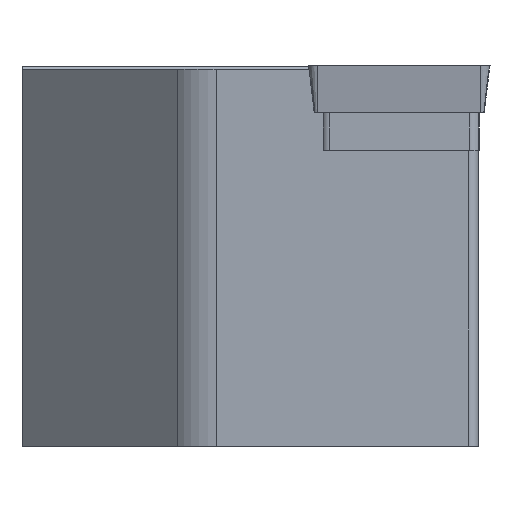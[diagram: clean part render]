
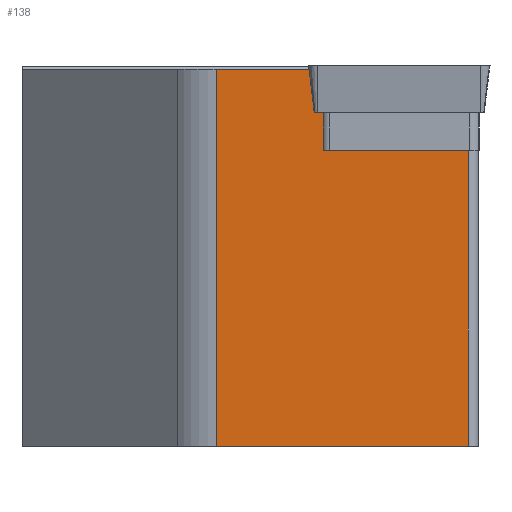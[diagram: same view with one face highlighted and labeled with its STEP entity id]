
A CAD part, left-side view. The second image highlights one B-rep face of the part: STEP entity #138.
In plain terms, the highlighted planar face has unit normal (-0.999, 0.052, 0).
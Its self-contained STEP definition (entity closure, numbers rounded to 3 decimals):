
#114=PLANE('',#666);
#138=ADVANCED_FACE('',(#173),#114,.F.);
#173=FACE_OUTER_BOUND('',#203,.T.);
#203=EDGE_LOOP('',(#415,#416,#417,#418,#419,#420,#421,#422));
#244=LINE('',#903,#306);
#251=LINE('',#921,#313);
#258=LINE('',#936,#320);
#259=LINE('',#938,#321);
#260=LINE('',#940,#322);
#261=LINE('',#942,#323);
#262=LINE('',#944,#324);
#263=LINE('',#945,#325);
#306=VECTOR('',#736,1.);
#313=VECTOR('',#753,1.);
#320=VECTOR('',#766,1.);
#321=VECTOR('',#769,1.);
#322=VECTOR('',#770,1.);
#323=VECTOR('',#771,1.);
#324=VECTOR('',#772,1.);
#325=VECTOR('',#773,1.);
#415=ORIENTED_EDGE('',*,*,#596,.F.);
#416=ORIENTED_EDGE('',*,*,#597,.T.);
#417=ORIENTED_EDGE('',*,*,#598,.F.);
#418=ORIENTED_EDGE('',*,*,#599,.F.);
#419=ORIENTED_EDGE('',*,*,#600,.T.);
#420=ORIENTED_EDGE('',*,*,#588,.T.);
#421=ORIENTED_EDGE('',*,*,#601,.T.);
#422=ORIENTED_EDGE('',*,*,#579,.F.);
#522=VERTEX_POINT('',#902);
#523=VERTEX_POINT('',#904);
#528=VERTEX_POINT('',#920);
#529=VERTEX_POINT('',#922);
#533=VERTEX_POINT('',#935);
#534=VERTEX_POINT('',#939);
#535=VERTEX_POINT('',#941);
#536=VERTEX_POINT('',#943);
#579=EDGE_CURVE('',#522,#523,#244,.T.);
#588=EDGE_CURVE('',#529,#528,#251,.T.);
#596=EDGE_CURVE('',#533,#522,#258,.T.);
#597=EDGE_CURVE('',#533,#534,#259,.T.);
#598=EDGE_CURVE('',#535,#534,#260,.T.);
#599=EDGE_CURVE('',#536,#535,#261,.T.);
#600=EDGE_CURVE('',#536,#529,#262,.T.);
#601=EDGE_CURVE('',#528,#523,#263,.T.);
#666=AXIS2_PLACEMENT_3D('',#946,#774,#775);
#736=DIRECTION('',(0.052,0.999,0.));
#753=DIRECTION('',(0.052,0.999,0.));
#766=DIRECTION('',(0.,0.,-1.));
#769=DIRECTION('',(0.052,0.999,0.));
#770=DIRECTION('',(0.,0.,-1.));
#771=DIRECTION('',(-0.052,-0.999,0.));
#772=DIRECTION('',(0.007,0.14,0.99));
#773=DIRECTION('',(0.,0.,-1.));
#774=DIRECTION('',(0.999,-0.052,0.));
#775=DIRECTION('',(0.052,0.999,0.));
#902=CARTESIAN_POINT('',(1.389,-37.616,-32.));
#903=CARTESIAN_POINT('',(3.351,-0.176,-32.));
#904=CARTESIAN_POINT('',(2.502,-16.375,-32.));
#920=CARTESIAN_POINT('',(2.502,-16.375,-0.2));
#921=CARTESIAN_POINT('',(3.351,-0.176,-0.2));
#922=CARTESIAN_POINT('',(2.084,-24.361,-0.2));
#935=CARTESIAN_POINT('',(1.389,-37.616,-7.05));
#936=CARTESIAN_POINT('',(1.389,-37.616,287.317));
#938=CARTESIAN_POINT('',(2.502,-16.375,-7.05));
#939=CARTESIAN_POINT('',(2.028,-25.419,-7.05));
#940=CARTESIAN_POINT('',(2.028,-25.419,-7.05));
#941=CARTESIAN_POINT('',(2.028,-25.419,-3.87));
#942=CARTESIAN_POINT('',(2.502,-16.375,-3.87));
#943=CARTESIAN_POINT('',(2.057,-24.881,-3.87));
#944=CARTESIAN_POINT('',(4.183,15.702,282.763));
#945=CARTESIAN_POINT('',(2.502,-16.375,287.317));
#946=CARTESIAN_POINT('',(2.502,-16.375,287.317));
